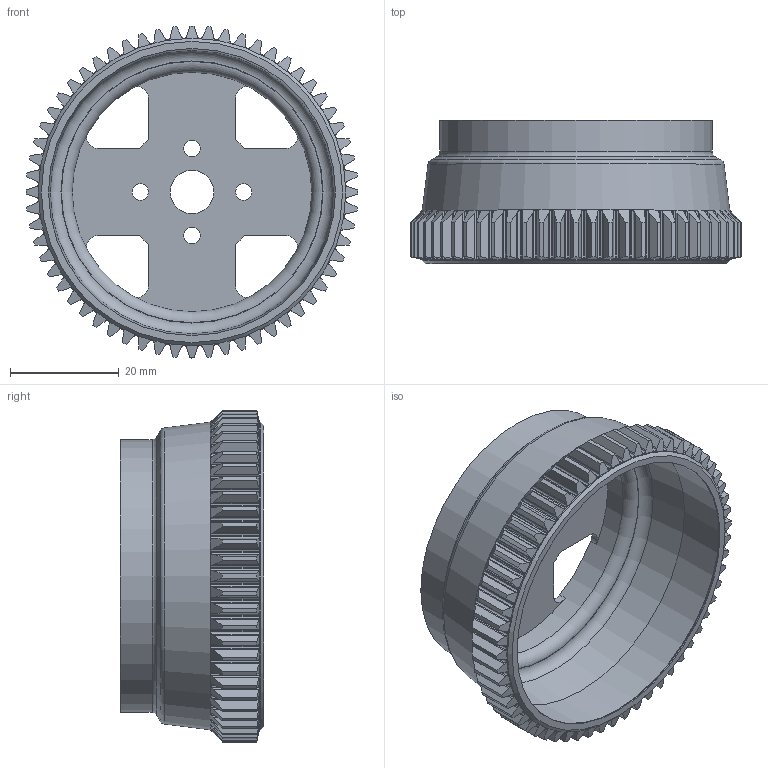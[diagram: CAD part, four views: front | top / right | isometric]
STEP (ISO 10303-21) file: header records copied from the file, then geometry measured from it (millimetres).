
FILE_DESCRIPTION(/* description */ (''),/* implementation_level */ '2;1');
FILE_NAME(/* name */ 'Flex spline.step',/* time_stamp */ '2020-11-19T18:26:41-05:00',/* author */ (''),/* organization */ (''),/* preprocessor_version */ 'ST-DEVELOPER v18.1',/* originating_system */ 'Autodesk Translation Framework v9.3.0.1241',/* authorisation */ '');
FILE_SCHEMA (('AUTOMOTIVE_DESIGN { 1 0 10303 214 3 1 1 }'));
Length unit declared in the file: millimetre
Products named in the file (1): Flex spline
Bounding box: 60.97 x 26.3 x 60.97 mm (x, y, z)
Volume: 11057.9 mm3; surface area: 13914.6 mm2
Topology: 1 solids, 1 shells, 525 faces, 1568 edges, 1043 vertices
Faces by surface type: cylinder 262, bspline 240, plane 12, cone 7, torus 4
Full cylindrical faces by diameter (mm): 3 x4, 8 x1, 44 x1, 50.1 x1, 52.7 x1, 53.9 x1, 56.5 x1
Entity records: 23766 total; most frequent: CARTESIAN_POINT 11417, ORIENTED_EDGE 3136, DIRECTION 1731, EDGE_CURVE 1568, VERTEX_POINT 1043, B_SPLINE_CURVE_WITH_KNOTS 720, AXIS2_PLACEMENT_3D 597, EDGE_LOOP 541
